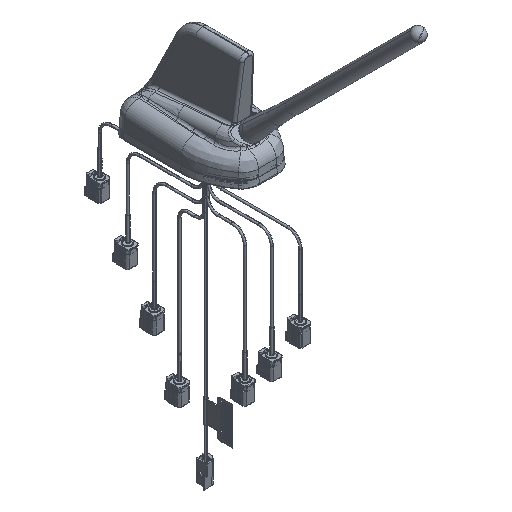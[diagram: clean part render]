
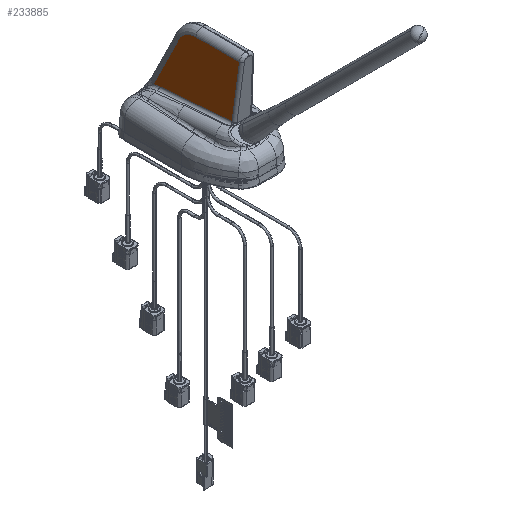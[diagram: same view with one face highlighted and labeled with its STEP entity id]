
A CAD part, isometric view. The second image highlights one B-rep face of the part: STEP entity #233885.
In plain terms, the highlighted planar face has unit normal (-0.999, 0, 0.052).
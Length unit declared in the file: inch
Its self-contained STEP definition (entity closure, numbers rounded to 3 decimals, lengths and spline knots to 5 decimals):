
#1830 = CARTESIAN_POINT ( 'NONE',  ( 1.13218, 0.72336, 5.91087 ) ) ;
#11683 = DIRECTION ( 'NONE',  ( -0.999, 0., 0.052 ) ) ;
#13317 = FACE_OUTER_BOUND ( 'NONE', #251349, .T. ) ;
#14554 = CARTESIAN_POINT ( 'NONE',  ( 1.11429, 2.62948, 5.56946 ) ) ;
#27373 = LINE ( 'NONE', #307674, #188037 ) ;
#48182 = CARTESIAN_POINT ( 'NONE',  ( 1.03614, 3.14926, 4.07845 ) ) ;
#54126 = CARTESIAN_POINT ( 'NONE',  ( 1.04586, 0.80045, 4.26388 ) ) ;
#60615 = CARTESIAN_POINT ( 'NONE',  ( 1.12552, 2.52976, 5.78378 ) ) ;
#63024 = PLANE ( 'NONE',  #137873 ) ;
#75059 = EDGE_CURVE ( 'NONE', #325265, #183979, #277359, .T. ) ;
#75754 = LINE ( 'NONE', #54126, #231164 ) ;
#82319 = DIRECTION ( 'NONE',  ( 0.004, -0.997, 0.079 ) ) ;
#111102 = ORIENTED_EDGE ( 'NONE', *, *, #235074, .T. ) ;
#126192 = LINE ( 'NONE', #325417, #302406 ) ;
#127757 = ORIENTED_EDGE ( 'NONE', *, *, #75059, .T. ) ;
#129346 = ORIENTED_EDGE ( 'NONE', *, *, #210570, .T. ) ;
#137873 = AXIS2_PLACEMENT_3D ( 'NONE', #268654, #11683, #140876 ) ;
#140876 = DIRECTION ( 'NONE',  ( 0.052, 0., 0.999 ) ) ;
#157345 = EDGE_CURVE ( 'NONE', #309309, #275094, #217375, .T. ) ;
#161654 = CARTESIAN_POINT ( 'NONE',  ( 1.03614, 3.14926, 4.07845 ) ) ;
#163450 = CARTESIAN_POINT ( 'NONE',  ( 1.11429, 2.62948, 5.56946 ) ) ;
#166511 = VERTEX_POINT ( 'NONE', #194490 ) ;
#170507 = VECTOR ( 'NONE', #285031, 39.37008 ) ;
#180063 = DIRECTION ( 'NONE',  ( -0.047, 0.421, -0.906 ) ) ;
#183979 = VERTEX_POINT ( 'NONE', #14554 ) ;
#185152 = CARTESIAN_POINT ( 'NONE',  ( 1.13218, 2.33045, 5.91087 ) ) ;
#188037 = VECTOR ( 'NONE', #180063, 39.37008 ) ;
#194490 = CARTESIAN_POINT ( 'NONE',  ( 1.04558, 0.86792, 4.25855 ) ) ;
#197616 = CARTESIAN_POINT ( 'NONE',  ( 1.03588, 3.21428, 4.07332 ) ) ;
#208815 = LINE ( 'NONE', #233762, #170507 ) ;
#210570 = EDGE_CURVE ( 'NONE', #183979, #309309, #27373, .T. ) ;
#214924 = CARTESIAN_POINT ( 'NONE',  ( 1.13218, 2.09406, 5.91087 ) ) ;
#217375 =( BOUNDED_CURVE ( )  B_SPLINE_CURVE ( 3, ( #298658, #272190, #197616, #48182 ),
 .UNSPECIFIED., .F., .F. ) 
 B_SPLINE_CURVE_WITH_KNOTS ( ( 4, 4 ),
 ( 2.83737, 3.06281 ),
 .UNSPECIFIED. ) 
 CURVE ( )  GEOMETRIC_REPRESENTATION_ITEM ( )  RATIONAL_B_SPLINE_CURVE ( ( 1., 0.996, 0.996, 1. ) ) 
 REPRESENTATION_ITEM ( '' )  );
#231164 = VECTOR ( 'NONE', #82319, 39.37008 ) ;
#233762 = CARTESIAN_POINT ( 'NONE',  ( 1.13566, 0.71754, 5.97731 ) ) ;
#233885 = ADVANCED_FACE ( 'NONE', ( #13317 ), #63024, .T. ) ;
#235074 = EDGE_CURVE ( 'NONE', #166511, #279917, #208815, .T. ) ;
#251349 = EDGE_LOOP ( 'NONE', ( #264727, #111102, #317675, #127757, #129346, #272231 ) ) ;
#254743 = CARTESIAN_POINT ( 'NONE',  ( 1.0342, 3.34055, 4.04137 ) ) ;
#264727 = ORIENTED_EDGE ( 'NONE', *, *, #278229, .T. ) ;
#268654 = CARTESIAN_POINT ( 'NONE',  ( 1.14195, 2.09406, 6.09741 ) ) ;
#272190 = CARTESIAN_POINT ( 'NONE',  ( 1.03523, 3.27832, 4.0609 ) ) ;
#272231 = ORIENTED_EDGE ( 'NONE', *, *, #157345, .T. ) ;
#275094 = VERTEX_POINT ( 'NONE', #161654 ) ;
#277359 =( BOUNDED_CURVE ( )  B_SPLINE_CURVE ( 3, ( #214924, #185152, #60615, #163450 ),
 .UNSPECIFIED., .F., .F. ) 
 B_SPLINE_CURVE_WITH_KNOTS ( ( 4, 4 ),
 ( 3.14159, 4.27686 ),
 .UNSPECIFIED. ) 
 CURVE ( )  GEOMETRIC_REPRESENTATION_ITEM ( )  RATIONAL_B_SPLINE_CURVE ( ( 1., 0.895, 0.895, 1. ) ) 
 REPRESENTATION_ITEM ( '' )  );
#278229 = EDGE_CURVE ( 'NONE', #275094, #166511, #75754, .T. ) ;
#279917 = VERTEX_POINT ( 'NONE', #1830 ) ;
#285031 = DIRECTION ( 'NONE',  ( 0.052, -0.087, 0.995 ) ) ;
#298658 = CARTESIAN_POINT ( 'NONE',  ( 1.0342, 3.34055, 4.04137 ) ) ;
#302406 = VECTOR ( 'NONE', #305461, 39.37008 ) ;
#305184 = EDGE_CURVE ( 'NONE', #279917, #325265, #126192, .T. ) ;
#305461 = DIRECTION ( 'NONE',  ( 0., 1., 0. ) ) ;
#307674 = CARTESIAN_POINT ( 'NONE',  ( 1.14775, 2.33236, 6.208 ) ) ;
#309309 = VERTEX_POINT ( 'NONE', #254743 ) ;
#317675 = ORIENTED_EDGE ( 'NONE', *, *, #305184, .T. ) ;
#321376 = CARTESIAN_POINT ( 'NONE',  ( 1.13218, 2.09406, 5.91087 ) ) ;
#325265 = VERTEX_POINT ( 'NONE', #321376 ) ;
#325417 = CARTESIAN_POINT ( 'NONE',  ( 1.13218, 2.09406, 5.91087 ) ) ;
